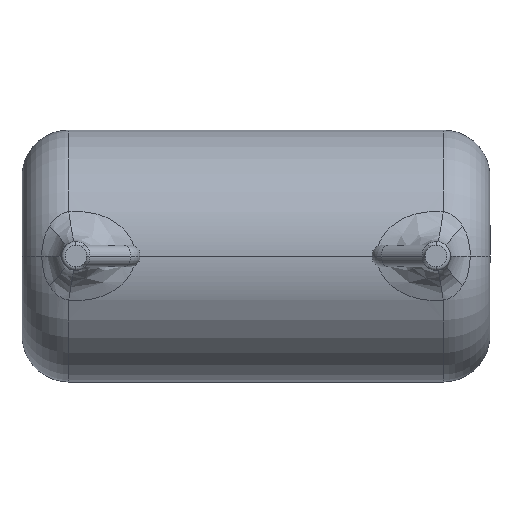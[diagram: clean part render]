
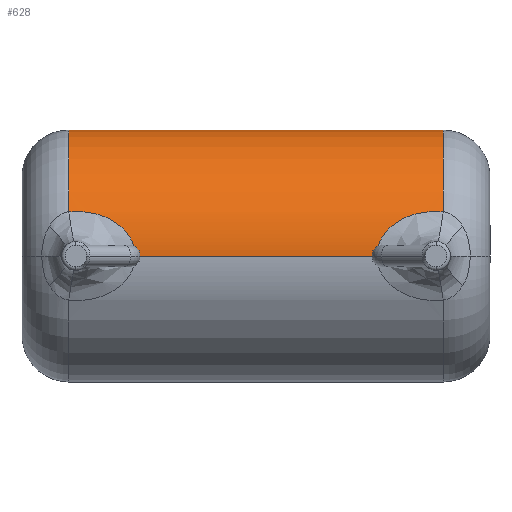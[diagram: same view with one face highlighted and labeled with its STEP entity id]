
A CAD part, front view. The second image highlights one B-rep face of the part: STEP entity #628.
In plain terms, the highlighted cylindrical face has radius 3.5 mm (diameter 7 mm), a partial arc.
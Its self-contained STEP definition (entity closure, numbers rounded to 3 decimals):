
#43 = CARTESIAN_POINT ( 'NONE',  ( 5.2, 8.5, 3.5 ) ) ;
#54 = B_SPLINE_CURVE_WITH_KNOTS ( 'NONE', 3,
 ( #2003, #1818, #1849, #271, #1651, #282, #787, #777, #263, #2016, #105, #90, #1148, #1116 ),
 .UNSPECIFIED., .F., .F.,
 ( 4, 2, 2, 2, 2, 2, 4 ),
 ( 0., 0., 0.001, 0.001, 0.001, 0.002, 0.002 ),
 .UNSPECIFIED. ) ;
#77 = EDGE_CURVE ( 'NONE', #1352, #857, #391, .T. ) ;
#90 = CARTESIAN_POINT ( 'NONE',  ( 4.783, 5.226, 1.238 ) ) ;
#93 = CARTESIAN_POINT ( 'NONE',  ( -3.601, 5.063, 0.667 ) ) ;
#105 = CARTESIAN_POINT ( 'NONE',  ( 4.374, 5.197, 1.16 ) ) ;
#187 = VERTEX_POINT ( 'NONE', #808 ) ;
#197 = CARTESIAN_POINT ( 'NONE',  ( -3.357, 5., 0. ) ) ;
#207 = CARTESIAN_POINT ( 'NONE',  ( -5.2, 8.5, 3.5 ) ) ;
#242 = DIRECTION ( 'NONE',  ( -1., 0., 0. ) ) ;
#263 = CARTESIAN_POINT ( 'NONE',  ( 3.908, 5.128, 0.938 ) ) ;
#270 = ORIENTED_EDGE ( 'NONE', *, *, #1972, .T. ) ;
#271 = CARTESIAN_POINT ( 'NONE',  ( 3.438, 5.022, 0.405 ) ) ;
#275 = EDGE_CURVE ( 'NONE', #1857, #1352, #1242, .T. ) ;
#282 = CARTESIAN_POINT ( 'NONE',  ( 3.601, 5.063, 0.667 ) ) ;
#391 = LINE ( 'NONE', #883, #1270 ) ;
#419 = CARTESIAN_POINT ( 'NONE',  ( 5.2, 5.223, 1.23 ) ) ;
#456 = CARTESIAN_POINT ( 'NONE',  ( -3.825, 5.112, 0.88 ) ) ;
#461 = DIRECTION ( 'NONE',  ( 0., -1., 0. ) ) ;
#466 = CARTESIAN_POINT ( 'NONE',  ( -3.357, 5., 0. ) ) ;
#519 = VECTOR ( 'NONE', #2236, 1000. ) ;
#600 = CARTESIAN_POINT ( 'NONE',  ( -4.177, 5.173, 1.091 ) ) ;
#628 = ADVANCED_FACE ( 'NONE', ( #1291 ), #1613, .T. ) ;
#637 = CARTESIAN_POINT ( 'NONE',  ( 0., 5., 0. ) ) ;
#649 = CARTESIAN_POINT ( 'NONE',  ( -5.2, 8.5, 0. ) ) ;
#735 = CARTESIAN_POINT ( 'NONE',  ( 0., 8.5, 0. ) ) ;
#777 = CARTESIAN_POINT ( 'NONE',  ( 3.825, 5.112, 0.88 ) ) ;
#780 = CARTESIAN_POINT ( 'NONE',  ( -4.992, 5.23, 1.248 ) ) ;
#787 = CARTESIAN_POINT ( 'NONE',  ( 3.671, 5.079, 0.744 ) ) ;
#808 = CARTESIAN_POINT ( 'NONE',  ( 3.357, 5., 0. ) ) ;
#843 = DIRECTION ( 'NONE',  ( 0., -1., 0. ) ) ;
#857 = VERTEX_POINT ( 'NONE', #43 ) ;
#883 = CARTESIAN_POINT ( 'NONE',  ( 6.5, 8.5, 3.5 ) ) ;
#925 = CARTESIAN_POINT ( 'NONE',  ( 5.2, 8.5, 0. ) ) ;
#926 = DIRECTION ( 'NONE',  ( 0., -1., 0. ) ) ;
#942 = AXIS2_PLACEMENT_3D ( 'NONE', #649, #1015, #843 ) ;
#948 = VERTEX_POINT ( 'NONE', #197 ) ;
#983 = ORIENTED_EDGE ( 'NONE', *, *, #275, .F. ) ;
#1015 = DIRECTION ( 'NONE',  ( -1., 0., 0. ) ) ;
#1065 = ORIENTED_EDGE ( 'NONE', *, *, #1701, .F. ) ;
#1073 = B_SPLINE_CURVE_WITH_KNOTS ( 'NONE', 3,
 ( #466, #1867, #1836, #1119, #2186, #93, #2037, #456, #2208, #600, #1161, #2006, #780, #1152 ),
 .UNSPECIFIED., .F., .F.,
 ( 4, 2, 2, 2, 2, 2, 4 ),
 ( 0., 0., 0.001, 0.001, 0.001, 0.002, 0.002 ),
 .UNSPECIFIED. ) ;
#1113 = EDGE_CURVE ( 'NONE', #187, #948, #1647, .T. ) ;
#1116 = CARTESIAN_POINT ( 'NONE',  ( 5.2, 5.223, 1.23 ) ) ;
#1119 = CARTESIAN_POINT ( 'NONE',  ( -3.438, 5.022, 0.405 ) ) ;
#1148 = CARTESIAN_POINT ( 'NONE',  ( 4.992, 5.23, 1.248 ) ) ;
#1152 = CARTESIAN_POINT ( 'NONE',  ( -5.2, 5.223, 1.23 ) ) ;
#1160 = AXIS2_PLACEMENT_3D ( 'NONE', #925, #1468, #461 ) ;
#1161 = CARTESIAN_POINT ( 'NONE',  ( -4.374, 5.197, 1.16 ) ) ;
#1240 = ORIENTED_EDGE ( 'NONE', *, *, #1113, .F. ) ;
#1242 = CIRCLE ( 'NONE', #942, 3.5 ) ;
#1270 = VECTOR ( 'NONE', #1596, 1000. ) ;
#1291 = FACE_OUTER_BOUND ( 'NONE', #1361, .T. ) ;
#1352 = VERTEX_POINT ( 'NONE', #207 ) ;
#1361 = EDGE_LOOP ( 'NONE', ( #1240, #270, #2044, #1521, #983, #1065 ) ) ;
#1468 = DIRECTION ( 'NONE',  ( -1., 0., 0. ) ) ;
#1521 = ORIENTED_EDGE ( 'NONE', *, *, #77, .F. ) ;
#1596 = DIRECTION ( 'NONE',  ( 1., 0., 0. ) ) ;
#1613 = CYLINDRICAL_SURFACE ( 'NONE', #1833, 3.5 ) ;
#1647 = LINE ( 'NONE', #637, #519 ) ;
#1651 = CARTESIAN_POINT ( 'NONE',  ( 3.485, 5.035, 0.498 ) ) ;
#1701 = EDGE_CURVE ( 'NONE', #948, #1857, #1073, .T. ) ;
#1818 = CARTESIAN_POINT ( 'NONE',  ( 3.357, 5., 0.105 ) ) ;
#1833 = AXIS2_PLACEMENT_3D ( 'NONE', #735, #242, #926 ) ;
#1836 = CARTESIAN_POINT ( 'NONE',  ( -3.373, 5.005, 0.207 ) ) ;
#1849 = CARTESIAN_POINT ( 'NONE',  ( 3.373, 5.005, 0.207 ) ) ;
#1857 = VERTEX_POINT ( 'NONE', #2100 ) ;
#1867 = CARTESIAN_POINT ( 'NONE',  ( -3.357, 5., 0.105 ) ) ;
#1972 = EDGE_CURVE ( 'NONE', #187, #2010, #54, .T. ) ;
#1999 = EDGE_CURVE ( 'NONE', #2010, #857, #2223, .T. ) ;
#2003 = CARTESIAN_POINT ( 'NONE',  ( 3.357, 5., 0. ) ) ;
#2006 = CARTESIAN_POINT ( 'NONE',  ( -4.783, 5.226, 1.238 ) ) ;
#2010 = VERTEX_POINT ( 'NONE', #419 ) ;
#2016 = CARTESIAN_POINT ( 'NONE',  ( 4.177, 5.173, 1.091 ) ) ;
#2037 = CARTESIAN_POINT ( 'NONE',  ( -3.671, 5.079, 0.744 ) ) ;
#2044 = ORIENTED_EDGE ( 'NONE', *, *, #1999, .T. ) ;
#2100 = CARTESIAN_POINT ( 'NONE',  ( -5.2, 5.223, 1.23 ) ) ;
#2186 = CARTESIAN_POINT ( 'NONE',  ( -3.485, 5.035, 0.498 ) ) ;
#2208 = CARTESIAN_POINT ( 'NONE',  ( -3.908, 5.128, 0.938 ) ) ;
#2223 = CIRCLE ( 'NONE', #1160, 3.5 ) ;
#2236 = DIRECTION ( 'NONE',  ( -1., 0., 0. ) ) ;
